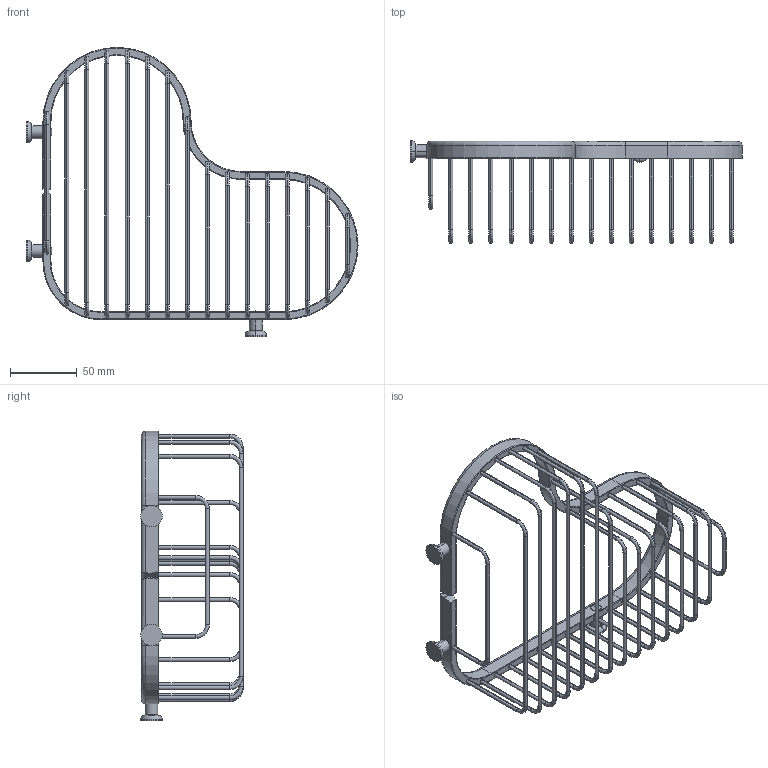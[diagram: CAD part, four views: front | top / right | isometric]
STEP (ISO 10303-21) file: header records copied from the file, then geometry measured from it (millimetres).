
FILE_DESCRIPTION((''),'2;1');
FILE_NAME('505L','2022-01-12T10:53:25',('jinson.thomas'),(''),'CREO PARAMETRIC BY PTC INC, 2018400','CREO PARAMETRIC BY PTC INC, 2018400','');
FILE_SCHEMA(('CONFIG_CONTROL_DESIGN'));
Length unit declared in the file: inch
Products named in the file (1): 505L
Bounding box: 248.72 x 76.68 x 216.69 mm (x, y, z)
Volume: 85775.9 mm3; surface area: 64523.6 mm2
Topology: 1 solids, 1 shells, 238 faces, 534 edges, 295 vertices
Faces by surface type: cylinder 128, torus 88, plane 12, sphere 6, bspline 4
Entity records: 6904 total; most frequent: CARTESIAN_POINT 1356, DIRECTION 1331, ORIENTED_EDGE 1056, AXIS2_PLACEMENT_3D 591, EDGE_CURVE 528, CIRCLE 357, VERTEX_POINT 295, EDGE_LOOP 273
